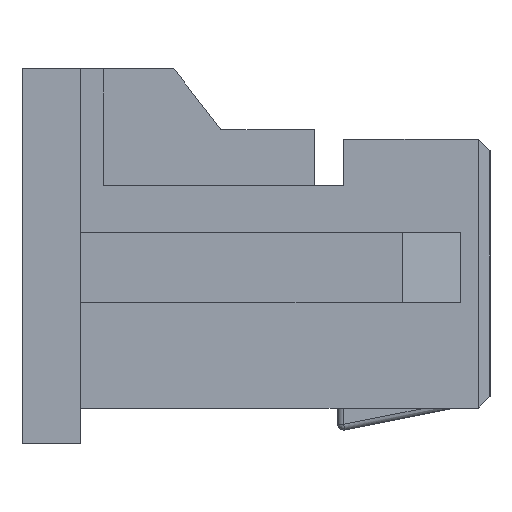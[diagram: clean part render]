
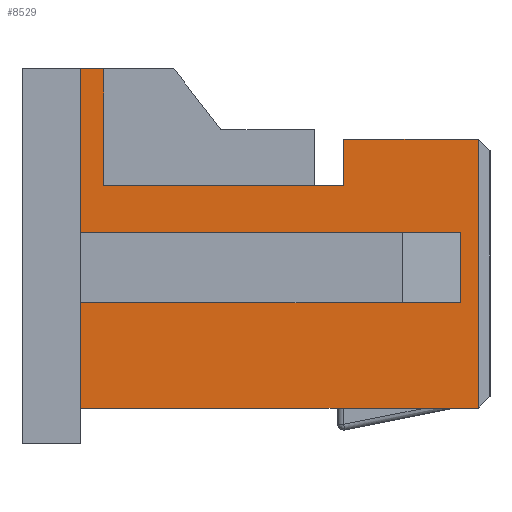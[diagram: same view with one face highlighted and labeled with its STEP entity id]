
A CAD part, left-side view. The second image highlights one B-rep face of the part: STEP entity #8529.
In plain terms, the highlighted planar face has unit normal (-1, 0, 0).
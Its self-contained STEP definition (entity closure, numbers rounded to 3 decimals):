
#874=DIRECTION('',(0.,0.,1.));
#875=VECTOR('',#874,1.);
#876=CARTESIAN_POINT('',(-5.815,3.3,0.6));
#877=LINE('',#876,#875);
#1151=DIRECTION('',(0.,-1.,0.));
#1152=VECTOR('',#1151,0.2);
#1153=CARTESIAN_POINT('',(-5.815,3.5,1.6));
#1154=LINE('',#1153,#1152);
#1729=DIRECTION('',(0.,1.,0.));
#1730=VECTOR('',#1729,1.15);
#1731=CARTESIAN_POINT('',(-5.815,0.1,1.));
#1732=LINE('',#1731,#1730);
#1985=DIRECTION('',(0.,1.,0.));
#1986=VECTOR('',#1985,3.4);
#1987=CARTESIAN_POINT('',(-5.815,0.1,-1.3));
#1988=LINE('',#1987,#1986);
#2113=DIRECTION('',(0.,0.,1.));
#2114=VECTOR('',#2113,0.9);
#2115=CARTESIAN_POINT('',(-5.815,3.5,-1.3));
#2116=LINE('',#2115,#2114);
#2177=DIRECTION('',(0.,0.,1.));
#2178=VECTOR('',#2177,0.6);
#2179=CARTESIAN_POINT('',(-5.815,0.25,-0.4));
#2180=LINE('',#2179,#2178);
#2181=DIRECTION('',(0.,1.,0.));
#2182=VECTOR('',#2181,3.25);
#2183=CARTESIAN_POINT('',(-5.815,0.25,0.2));
#2184=LINE('',#2183,#2182);
#2185=DIRECTION('',(0.,0.,1.));
#2186=VECTOR('',#2185,1.4);
#2187=CARTESIAN_POINT('',(-5.815,3.5,0.2));
#2188=LINE('',#2187,#2186);
#2189=DIRECTION('',(0.,1.,0.));
#2190=VECTOR('',#2189,2.05);
#2191=CARTESIAN_POINT('',(-5.815,1.25,0.6));
#2192=LINE('',#2191,#2190);
#2193=DIRECTION('',(0.,0.,-1.));
#2194=VECTOR('',#2193,0.4);
#2195=CARTESIAN_POINT('',(-5.815,1.25,1.));
#2196=LINE('',#2195,#2194);
#2197=DIRECTION('',(0.,0.,1.));
#2198=VECTOR('',#2197,2.3);
#2199=CARTESIAN_POINT('',(-5.815,0.1,-1.3));
#2200=LINE('',#2199,#2198);
#2221=DIRECTION('',(0.,1.,0.));
#2222=VECTOR('',#2221,3.25);
#2223=CARTESIAN_POINT('',(-5.815,0.25,-0.4));
#2224=LINE('',#2223,#2222);
#4806=CARTESIAN_POINT('',(-5.815,3.5,0.2));
#4808=VERTEX_POINT('',#4806);
#4809=CARTESIAN_POINT('',(-5.815,3.5,-0.4));
#4811=VERTEX_POINT('',#4809);
#4813=CARTESIAN_POINT('',(-5.815,3.5,-1.3));
#4814=VERTEX_POINT('',#4813);
#4823=CARTESIAN_POINT('',(-5.815,1.25,1.));
#4824=CARTESIAN_POINT('',(-5.815,1.25,0.6));
#4825=VERTEX_POINT('',#4823);
#4826=VERTEX_POINT('',#4824);
#4883=CARTESIAN_POINT('',(-5.815,3.3,0.6));
#4884=VERTEX_POINT('',#4883);
#4907=CARTESIAN_POINT('',(-5.815,3.5,1.6));
#4908=VERTEX_POINT('',#4907);
#4913=CARTESIAN_POINT('',(-5.815,3.3,1.6));
#4914=VERTEX_POINT('',#4913);
#5333=CARTESIAN_POINT('',(-5.815,0.1,1.));
#5334=VERTEX_POINT('',#5333);
#5337=CARTESIAN_POINT('',(-5.815,0.1,-1.3));
#5338=VERTEX_POINT('',#5337);
#5402=CARTESIAN_POINT('',(-5.815,0.25,0.2));
#5404=VERTEX_POINT('',#5402);
#5405=CARTESIAN_POINT('',(-5.815,0.25,-0.4));
#5406=VERTEX_POINT('',#5405);
#8507=CARTESIAN_POINT('',(-5.815,0.,0.2));
#8508=DIRECTION('',(1.,0.,0.));
#8509=DIRECTION('',(0.,0.,1.));
#8510=AXIS2_PLACEMENT_3D('',#8507,#8508,#8509);
#8511=PLANE('',#8510);
#8513=ORIENTED_EDGE('',*,*,#8512,.T.);
#8515=ORIENTED_EDGE('',*,*,#8514,.T.);
#8516=ORIENTED_EDGE('',*,*,#8379,.T.);
#8517=ORIENTED_EDGE('',*,*,#7319,.T.);
#8518=ORIENTED_EDGE('',*,*,#7016,.F.);
#8519=ORIENTED_EDGE('',*,*,#7603,.F.);
#8520=ORIENTED_EDGE('',*,*,#7754,.F.);
#8521=ORIENTED_EDGE('',*,*,#8042,.F.);
#8522=ORIENTED_EDGE('',*,*,#8166,.F.);
#8523=ORIENTED_EDGE('',*,*,#8210,.T.);
#8524=ORIENTED_EDGE('',*,*,#8387,.T.);
#8526=ORIENTED_EDGE('',*,*,#8525,.F.);
#8527=EDGE_LOOP('',(#8513,#8515,#8516,#8517,#8518,#8519,#8520,#8521,#8522,#8523,
#8524,#8526));
#8528=FACE_OUTER_BOUND('',#8527,.F.);
#7016=EDGE_CURVE('',#4884,#4914,#877,.T.);
#7319=EDGE_CURVE('',#4908,#4914,#1154,.T.);
#7603=EDGE_CURVE('',#4826,#4884,#2192,.T.);
#7754=EDGE_CURVE('',#4825,#4826,#2196,.T.);
#8042=EDGE_CURVE('',#5334,#4825,#1732,.T.);
#8166=EDGE_CURVE('',#5338,#5334,#2200,.T.);
#8210=EDGE_CURVE('',#5338,#4814,#1988,.T.);
#8379=EDGE_CURVE('',#4808,#4908,#2188,.T.);
#8387=EDGE_CURVE('',#4814,#4811,#2116,.T.);
#8512=EDGE_CURVE('',#5406,#5404,#2180,.T.);
#8514=EDGE_CURVE('',#5404,#4808,#2184,.T.);
#8525=EDGE_CURVE('',#5406,#4811,#2224,.T.);
#8529=ADVANCED_FACE('',(#8528),#8511,.F.);
